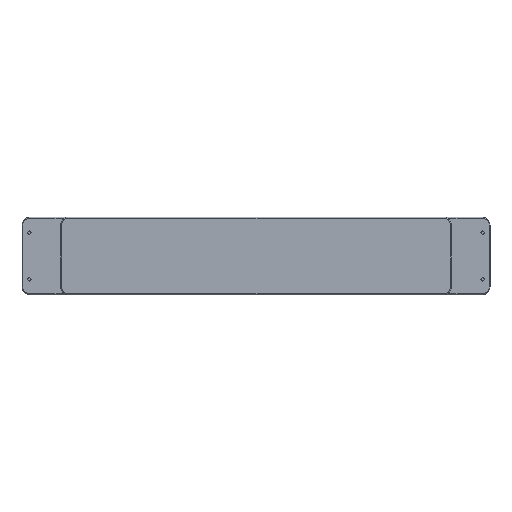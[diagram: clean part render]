
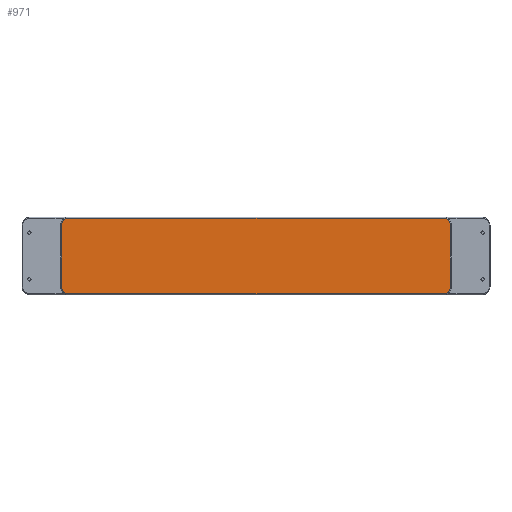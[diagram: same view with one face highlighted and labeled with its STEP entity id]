
A CAD part, top view. The second image highlights one B-rep face of the part: STEP entity #971.
In plain terms, the highlighted planar face has unit normal (0, 0, 1).
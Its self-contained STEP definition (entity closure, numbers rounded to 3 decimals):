
#60=CIRCLE('',#1043,4.5);
#62=CIRCLE('',#1047,4.5);
#63=CIRCLE('',#1050,4.5);
#65=CIRCLE('',#1055,4.5);
#159=FACE_OUTER_BOUND('',#225,.T.);
#225=EDGE_LOOP('',(#823,#824,#825,#826,#827,#828,#829,#830));
#293=LINE('',#1820,#369);
#297=LINE('',#1842,#373);
#299=LINE('',#1849,#375);
#301=LINE('',#1858,#377);
#369=VECTOR('',#1241,10.);
#373=VECTOR('',#1253,10.);
#375=VECTOR('',#1263,10.);
#377=VECTOR('',#1267,10.);
#464=VERTEX_POINT('',#1810);
#465=VERTEX_POINT('',#1812);
#466=VERTEX_POINT('',#1819);
#469=VERTEX_POINT('',#1830);
#470=VERTEX_POINT('',#1832);
#472=VERTEX_POINT('',#1840);
#473=VERTEX_POINT('',#1848);
#475=VERTEX_POINT('',#1856);
#576=EDGE_CURVE('',#464,#465,#60,.T.);
#578=EDGE_CURVE('',#465,#466,#293,.T.);
#583=EDGE_CURVE('',#469,#470,#62,.T.);
#586=EDGE_CURVE('',#472,#469,#297,.T.);
#588=EDGE_CURVE('',#466,#472,#63,.T.);
#590=EDGE_CURVE('',#470,#473,#299,.T.);
#593=EDGE_CURVE('',#475,#464,#301,.T.);
#595=EDGE_CURVE('',#473,#475,#65,.T.);
#823=ORIENTED_EDGE('',*,*,#583,.F.);
#824=ORIENTED_EDGE('',*,*,#586,.F.);
#825=ORIENTED_EDGE('',*,*,#588,.F.);
#826=ORIENTED_EDGE('',*,*,#578,.F.);
#827=ORIENTED_EDGE('',*,*,#576,.F.);
#828=ORIENTED_EDGE('',*,*,#593,.F.);
#829=ORIENTED_EDGE('',*,*,#595,.F.);
#830=ORIENTED_EDGE('',*,*,#590,.F.);
#919=PLANE('',#1063);
#971=ADVANCED_FACE('',(#159),#919,.T.);
#1043=AXIS2_PLACEMENT_3D('',#1813,#1237,#1238);
#1047=AXIS2_PLACEMENT_3D('',#1833,#1248,#1249);
#1050=AXIS2_PLACEMENT_3D('',#1845,#1257,#1258);
#1055=AXIS2_PLACEMENT_3D('',#1861,#1271,#1272);
#1063=AXIS2_PLACEMENT_3D('',#1876,#1293,#1294);
#1237=DIRECTION('center_axis',(0.,0.,-1.));
#1238=DIRECTION('ref_axis',(0.,-1.,0.));
#1241=DIRECTION('',(-1.,0.,0.));
#1248=DIRECTION('center_axis',(0.,0.,-1.));
#1249=DIRECTION('ref_axis',(0.,1.,0.));
#1253=DIRECTION('',(0.,1.,0.));
#1257=DIRECTION('center_axis',(0.,0.,-1.));
#1258=DIRECTION('ref_axis',(-1.,0.,0.));
#1263=DIRECTION('',(1.,0.,0.));
#1267=DIRECTION('',(0.,-1.,0.));
#1271=DIRECTION('center_axis',(0.,0.,-1.));
#1272=DIRECTION('ref_axis',(1.,0.,0.));
#1293=DIRECTION('center_axis',(0.,0.,1.));
#1294=DIRECTION('ref_axis',(-1.,0.,0.));
#1810=CARTESIAN_POINT('',(356.819,60.247,-5.));
#1812=CARTESIAN_POINT('',(353.798,55.997,-5.));
#1813=CARTESIAN_POINT('Origin',(352.319,60.247,-5.));
#1819=CARTESIAN_POINT('',(111.34,55.997,-5.));
#1820=CARTESIAN_POINT('',(372.569,55.997,-5.));
#1830=CARTESIAN_POINT('',(108.319,100.247,-5.));
#1832=CARTESIAN_POINT('',(111.34,104.497,-5.));
#1833=CARTESIAN_POINT('Origin',(112.819,100.247,-5.));
#1840=CARTESIAN_POINT('',(108.319,60.247,-5.));
#1842=CARTESIAN_POINT('',(108.319,90.247,-5.));
#1845=CARTESIAN_POINT('Origin',(112.819,60.247,-5.));
#1848=CARTESIAN_POINT('',(353.798,104.497,-5.));
#1849=CARTESIAN_POINT('',(227.569,104.497,-5.));
#1856=CARTESIAN_POINT('',(356.819,100.247,-5.));
#1858=CARTESIAN_POINT('',(356.819,70.247,-5.));
#1861=CARTESIAN_POINT('Origin',(352.319,100.247,-5.));
#1876=CARTESIAN_POINT('Origin',(367.569,80.247,-5.));
